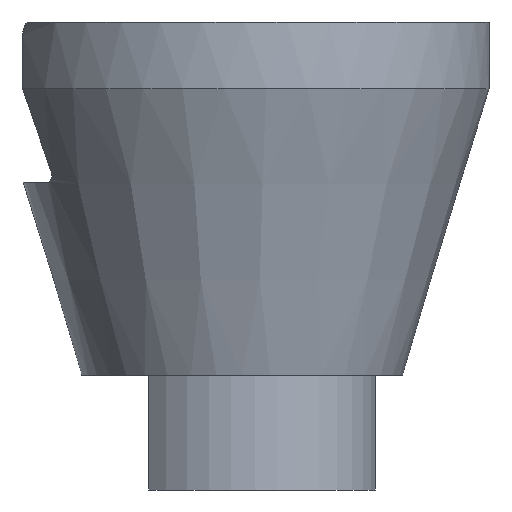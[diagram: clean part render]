
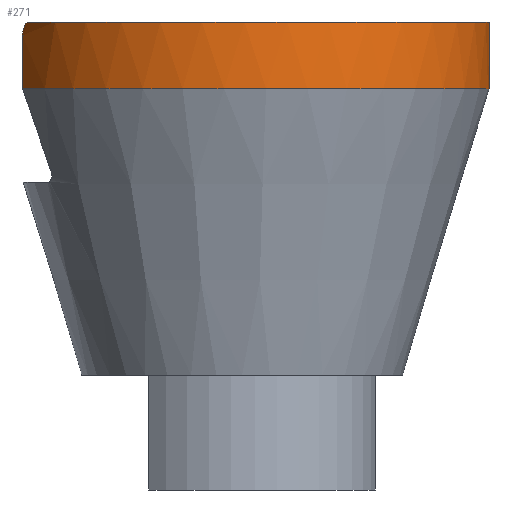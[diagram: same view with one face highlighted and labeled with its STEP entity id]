
A CAD part, left-side view. The second image highlights one B-rep face of the part: STEP entity #271.
In plain terms, the highlighted cylindrical face has radius 37 mm (diameter 74 mm), a partial arc.
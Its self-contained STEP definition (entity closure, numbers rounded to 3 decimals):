
#30=B_SPLINE_CURVE_WITH_KNOTS('',3,(#410,#411,#412,#413,#414),
 .UNSPECIFIED.,.F.,.F.,(4,1,4),(0.,0.002,0.003),
 .UNSPECIFIED.);
#31=B_SPLINE_CURVE_WITH_KNOTS('',3,(#418,#419,#420,#421,#422),
 .UNSPECIFIED.,.F.,.F.,(4,1,4),(0.,0.002,
0.003),.UNSPECIFIED.);
#42=CIRCLE('',#302,37.);
#43=CIRCLE('',#303,37.);
#53=ORIENTED_EDGE('',*,*,#127,.F.);
#54=ORIENTED_EDGE('',*,*,#128,.F.);
#55=ORIENTED_EDGE('',*,*,#129,.F.);
#56=ORIENTED_EDGE('',*,*,#130,.T.);
#57=ORIENTED_EDGE('',*,*,#131,.T.);
#58=ORIENTED_EDGE('',*,*,#132,.T.);
#127=EDGE_CURVE('',#164,#165,#190,.T.);
#128=EDGE_CURVE('',#166,#164,#42,.T.);
#129=EDGE_CURVE('',#167,#166,#191,.F.);
#130=EDGE_CURVE('',#167,#168,#30,.T.);
#131=EDGE_CURVE('',#168,#169,#43,.T.);
#132=EDGE_CURVE('',#169,#165,#31,.T.);
#164=VERTEX_POINT('',#404);
#165=VERTEX_POINT('',#405);
#166=VERTEX_POINT('',#407);
#167=VERTEX_POINT('',#409);
#168=VERTEX_POINT('',#415);
#169=VERTEX_POINT('',#417);
#190=LINE('',#403,#204);
#191=LINE('',#408,#205);
#204=VECTOR('',#333,1000.);
#205=VECTOR('',#336,1000.);
#218=EDGE_LOOP('',(#53,#54,#55,#56,#57,#58));
#241=FACE_BOUND('',#218,.T.);
#264=CYLINDRICAL_SURFACE('',#301,37.);
#271=ADVANCED_FACE('',(#241),#264,.T.);
#301=AXIS2_PLACEMENT_3D('',#402,#331,#332);
#302=AXIS2_PLACEMENT_3D('',#406,#334,#335);
#303=AXIS2_PLACEMENT_3D('',#416,#337,#338);
#331=DIRECTION('',(0.,0.,1.));
#332=DIRECTION('',(1.,0.,0.));
#333=DIRECTION('',(0.,0.,1.));
#334=DIRECTION('',(0.,0.,-1.));
#335=DIRECTION('',(-1.,0.,0.));
#336=DIRECTION('',(0.,0.,1.));
#337=DIRECTION('',(0.,0.,-1.));
#338=DIRECTION('',(0.,-1.,0.));
#402=CARTESIAN_POINT('',(0.,0.,10.375));
#403=CARTESIAN_POINT('',(-17.,32.863,10.375));
#404=CARTESIAN_POINT('',(-17.,32.863,70.5));
#405=CARTESIAN_POINT('',(-17.,32.863,78.5));
#406=CARTESIAN_POINT('',(0.,0.,70.5));
#407=CARTESIAN_POINT('',(17.,32.863,70.5));
#408=CARTESIAN_POINT('',(17.,32.863,10.375));
#409=CARTESIAN_POINT('',(17.,32.863,78.5));
#410=CARTESIAN_POINT('',(17.,32.863,78.5));
#411=CARTESIAN_POINT('',(17.,32.863,79.069));
#412=CARTESIAN_POINT('',(17.52,32.599,80.146));
#413=CARTESIAN_POINT('',(18.514,32.04,80.5));
#414=CARTESIAN_POINT('',(19.,31.749,80.5));
#415=CARTESIAN_POINT('',(19.,31.749,80.5));
#416=CARTESIAN_POINT('',(0.,0.,80.5));
#417=CARTESIAN_POINT('',(-19.,31.749,80.5));
#418=CARTESIAN_POINT('',(-19.,31.749,80.5));
#419=CARTESIAN_POINT('',(-18.512,32.041,80.5));
#420=CARTESIAN_POINT('',(-17.526,32.595,80.149));
#421=CARTESIAN_POINT('',(-17.,32.863,79.072));
#422=CARTESIAN_POINT('',(-17.,32.863,78.5));
